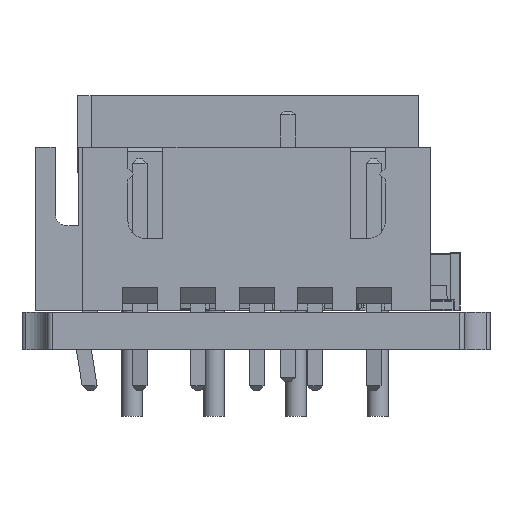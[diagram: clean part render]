
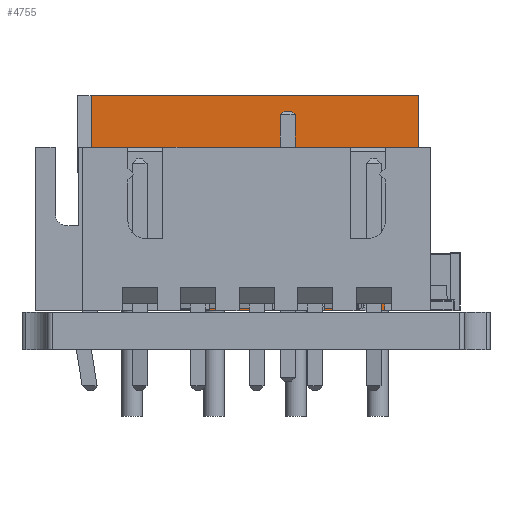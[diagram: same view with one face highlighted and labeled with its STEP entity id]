
A CAD part, left-side view. The second image highlights one B-rep face of the part: STEP entity #4755.
In plain terms, the highlighted face is planar.
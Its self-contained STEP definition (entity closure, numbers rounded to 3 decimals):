
#4377 = VERTEX_POINT('',#4378);
#4378 = CARTESIAN_POINT('',(-1.75,3.05,0.));
#4593 = VERTEX_POINT('',#4594);
#4594 = CARTESIAN_POINT('',(12.25,3.05,0.));
#4600 = EDGE_CURVE('',#4377,#4593,#4601,.T.);
#4601 = LINE('',#4602,#4603);
#4602 = CARTESIAN_POINT('',(-1.75,3.05,0.));
#4603 = VECTOR('',#4604,1.);
#4604 = DIRECTION('',(1.,0.,0.));
#4738 = VERTEX_POINT('',#4739);
#4739 = CARTESIAN_POINT('',(-1.75,3.05,9.2));
#4745 = EDGE_CURVE('',#4377,#4738,#4746,.T.);
#4746 = LINE('',#4747,#4748);
#4747 = CARTESIAN_POINT('',(-1.75,3.05,0.));
#4748 = VECTOR('',#4749,1.);
#4749 = DIRECTION('',(0.,0.,1.));
#4755 = ADVANCED_FACE('',(#4756),#4774,.F.);
#4756 = FACE_BOUND('',#4757,.F.);
#4757 = EDGE_LOOP('',(#4758,#4759,#4767,#4773));
#4758 = ORIENTED_EDGE('',*,*,#4600,.T.);
#4759 = ORIENTED_EDGE('',*,*,#4760,.T.);
#4760 = EDGE_CURVE('',#4593,#4761,#4763,.T.);
#4761 = VERTEX_POINT('',#4762);
#4762 = CARTESIAN_POINT('',(12.25,3.05,9.2));
#4763 = LINE('',#4764,#4765);
#4764 = CARTESIAN_POINT('',(12.25,3.05,0.));
#4765 = VECTOR('',#4766,1.);
#4766 = DIRECTION('',(0.,0.,1.));
#4767 = ORIENTED_EDGE('',*,*,#4768,.F.);
#4768 = EDGE_CURVE('',#4738,#4761,#4769,.T.);
#4769 = LINE('',#4770,#4771);
#4770 = CARTESIAN_POINT('',(-1.75,3.05,9.2));
#4771 = VECTOR('',#4772,1.);
#4772 = DIRECTION('',(1.,0.,0.));
#4773 = ORIENTED_EDGE('',*,*,#4745,.F.);
#4774 = PLANE('',#4775);
#4775 = AXIS2_PLACEMENT_3D('',#4776,#4777,#4778);
#4776 = CARTESIAN_POINT('',(-1.75,3.05,0.));
#4777 = DIRECTION('',(0.,-1.,0.));
#4778 = DIRECTION('',(0.,0.,1.));
